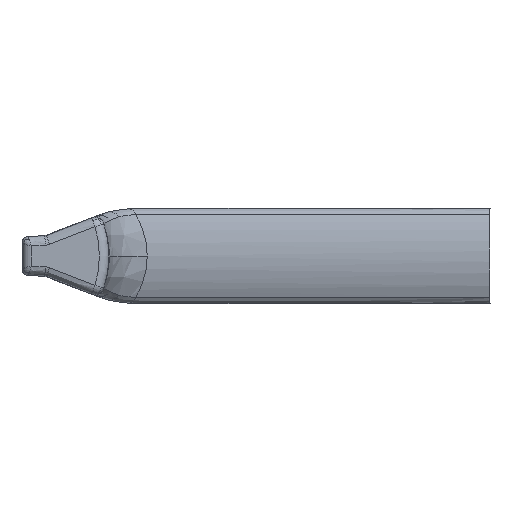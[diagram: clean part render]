
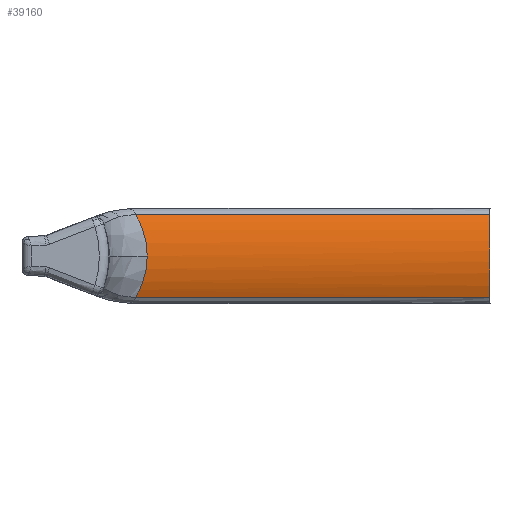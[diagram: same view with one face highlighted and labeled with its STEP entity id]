
A CAD part, left-side view. The second image highlights one B-rep face of the part: STEP entity #39160.
In plain terms, the highlighted cylindrical face has radius 10.987 mm (diameter 21.974 mm), a partial arc.
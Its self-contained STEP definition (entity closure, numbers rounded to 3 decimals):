
#13740=CARTESIAN_POINT('',(51.243,50.,
4.401));
#13750=VERTEX_POINT('',#13740);
#13780=CARTESIAN_POINT('',(66.017,50.,
0.));
#13790=DIRECTION('',(0.,-1.,0.));
#13800=DIRECTION('',(1.,0.,0.));
#13810=AXIS2_PLACEMENT_3D('',#13780,#13790,#13800);
#13820=ELLIPSE('',#13810,16.124,10.987);
#13830=CARTESIAN_POINT('',(51.243,50.,
-4.401));
#13840=VERTEX_POINT('',#13830);
#13850=EDGE_CURVE('',#13750,#13840,#13820,.T.);
#24570=CARTESIAN_POINT('',(11.251,12.8,
-4.344));
#24580=VERTEX_POINT('',#24570);
#24610=CARTESIAN_POINT('',(11.25,14.022,
0.));
#24620=CARTESIAN_POINT('',(11.25,14.022,
-0.366));
#24630=CARTESIAN_POINT('',(11.25,13.996,
-0.731));
#24640=CARTESIAN_POINT('',(11.25,13.886,
-1.54));
#24650=CARTESIAN_POINT('',(11.25,13.788,
-1.981));
#24660=CARTESIAN_POINT('',(11.251,13.119,
-4.158));
#24670=CARTESIAN_POINT('',(11.252,12.045,
-5.676));
#24680=CARTESIAN_POINT('',(11.256,9.943,
-7.584));
#24690=CARTESIAN_POINT('',(11.258,9.114,
-8.172));
#24700=CARTESIAN_POINT('',(11.262,7.313,
-9.199));
#24710=CARTESIAN_POINT('',(11.266,6.339,
-9.629));
#24720=CARTESIAN_POINT('',(11.275,4.56,
-10.235));
#24730=CARTESIAN_POINT('',(11.281,3.766,
-10.446));
#24740=CARTESIAN_POINT('',(11.297,2.561,
-10.687));
#24750=CARTESIAN_POINT('',(11.304,2.152,
-10.756));
#24760=CARTESIAN_POINT('',(11.328,1.345,
-10.866));
#24770=CARTESIAN_POINT('',(11.343,0.923,
-10.91));
#24780=CARTESIAN_POINT('',(11.412,0.276,
-10.959));
#24790=CARTESIAN_POINT('',(11.425,-0.007,
-10.973));
#24800=CARTESIAN_POINT('',(11.669,-0.25,
-10.985));
#24810=CARTESIAN_POINT('',(11.762,-0.264,
-10.986));
#24820=CARTESIAN_POINT('',(11.94,-0.241,
-10.987));
#24830=CARTESIAN_POINT('',(12.015,-0.219,
-10.987));
#24840=CARTESIAN_POINT('',(12.091,-0.191,
-10.987));
#24850=B_SPLINE_CURVE_WITH_KNOTS('',3,(#24610,#24620,#24630,#24640,
#24650,#24660,#24670,#24680,#24690,#24700,#24710,#24720,#24730,#24740,
#24750,#24760,#24770,#24780,#24790,#24800,#24810,#24820,#24830,#24840),
.UNSPECIFIED.,.F.,.F.,(4,2,2,2,2,2,2,2,2,2,2,4),(0.,1.071,
2.389,7.715,10.673,13.773,
16.175,17.39,18.612,19.487,
19.871,20.147),.UNSPECIFIED.);
#24860=CARTESIAN_POINT('',(11.25,14.022,
0.));
#24870=VERTEX_POINT('',#24860);
#24880=EDGE_CURVE('',#24870,#24580,#24850,.T.);
#30380=CARTESIAN_POINT('',(11.25,14.022,
0.));
#30390=CARTESIAN_POINT('',(11.25,14.022,
0.366));
#30400=CARTESIAN_POINT('',(11.25,13.996,
0.731));
#30410=CARTESIAN_POINT('',(11.25,13.886,
1.54));
#30420=CARTESIAN_POINT('',(11.25,13.788,
1.981));
#30430=CARTESIAN_POINT('',(11.251,13.119,
4.158));
#30440=CARTESIAN_POINT('',(11.252,12.045,
5.676));
#30450=CARTESIAN_POINT('',(11.256,9.943,
7.584));
#30460=CARTESIAN_POINT('',(11.258,9.114,
8.172));
#30470=CARTESIAN_POINT('',(11.262,7.313,
9.199));
#30480=CARTESIAN_POINT('',(11.266,6.339,
9.629));
#30490=CARTESIAN_POINT('',(11.275,4.56,
10.235));
#30500=CARTESIAN_POINT('',(11.281,3.766,
10.446));
#30510=CARTESIAN_POINT('',(11.297,2.561,
10.687));
#30520=CARTESIAN_POINT('',(11.304,2.152,
10.756));
#30530=CARTESIAN_POINT('',(11.328,1.345,
10.866));
#30540=CARTESIAN_POINT('',(11.343,0.923,
10.91));
#30550=CARTESIAN_POINT('',(11.412,0.276,
10.959));
#30560=CARTESIAN_POINT('',(11.425,-0.007,
10.973));
#30570=CARTESIAN_POINT('',(11.669,-0.25,
10.985));
#30580=CARTESIAN_POINT('',(11.762,-0.264,
10.986));
#30590=CARTESIAN_POINT('',(11.94,-0.241,
10.987));
#30600=CARTESIAN_POINT('',(12.015,-0.219,
10.987));
#30610=CARTESIAN_POINT('',(12.091,-0.191,
10.987));
#30620=B_SPLINE_CURVE_WITH_KNOTS('',3,(#30380,#30390,#30400,#30410,
#30420,#30430,#30440,#30450,#30460,#30470,#30480,#30490,#30500,#30510,
#30520,#30530,#30540,#30550,#30560,#30570,#30580,#30590,#30600,#30610),
.UNSPECIFIED.,.F.,.F.,(4,2,2,2,2,2,2,2,2,2,2,4),(0.,1.071,
2.389,7.715,10.673,13.773,
16.175,17.39,18.612,19.487,
19.871,20.147),.UNSPECIFIED.);
#30630=CARTESIAN_POINT('',(11.251,12.8,
4.344));
#30640=VERTEX_POINT('',#30630);
#30650=EDGE_CURVE('',#24870,#30640,#30620,.T.);
#38600=CARTESIAN_POINT('',(19.258,6.466,
0.));
#38610=DIRECTION('',(0.732,0.681,0.));
#38620=DIRECTION('',(0.681,-0.732,0.));
#38630=AXIS2_PLACEMENT_3D('',#38600,#38610,#38620);
#38640=CYLINDRICAL_SURFACE('',#38630,10.987);
#38650=ORIENTED_EDGE('',*,*,#24880,.F.);
#38660=CARTESIAN_POINT('',(11.251,12.8,
-4.344));
#38670=CARTESIAN_POINT('',(11.28,12.825,
-4.346));
#38680=CARTESIAN_POINT('',(11.307,12.85,
-4.347));
#38690=CARTESIAN_POINT('',(11.55,13.067,
-4.364));
#38700=CARTESIAN_POINT('',(11.765,13.259,
-4.375));
#38710=CARTESIAN_POINT('',(12.476,13.905,
-4.403));
#38720=CARTESIAN_POINT('',(12.97,14.365,
-4.403));
#38730=CARTESIAN_POINT('',(14.45,15.745,
-4.399));
#38740=CARTESIAN_POINT('',(15.443,16.669,
-4.401));
#38750=CARTESIAN_POINT('',(17.421,18.511,
-4.4));
#38760=CARTESIAN_POINT('',(18.41,19.431,
-4.4));
#38770=CARTESIAN_POINT('',(23.356,24.036,
-4.401));
#38780=CARTESIAN_POINT('',(27.312,27.719,
-4.401));
#38790=CARTESIAN_POINT('',(32.803,32.831,
-4.401));
#38800=CARTESIAN_POINT('',(34.337,34.26,
-4.401));
#38810=CARTESIAN_POINT('',(40.908,40.378,
-4.401));
#38820=CARTESIAN_POINT('',(45.945,45.067,
-4.401));
#38830=CARTESIAN_POINT('',(51.313,50.065,
-4.401));
#38840=CARTESIAN_POINT('',(51.644,50.373,
-4.401));
#38850=CARTESIAN_POINT('',(51.975,50.681,
-4.401));
#38860=B_SPLINE_CURVE_WITH_KNOTS('',3,(#38660,#38670,#38680,#38690,
#38700,#38710,#38720,#38730,#38740,#38750,#38760,#38770,#38780,#38790,
#38800,#38810,#38820,#38830,#38840,#38850),.UNSPECIFIED.,.F.,.F.,(4,2,2,
2,2,2,2,2,2,4),(0.,0.117,0.992,3.03,
7.083,11.136,27.35,33.639,
54.281,55.638),.UNSPECIFIED.);
#38870=EDGE_CURVE('',#24580,#13840,#38860,.T.);
#38880=ORIENTED_EDGE('',*,*,#38870,.F.);
#38890=ORIENTED_EDGE('',*,*,#13850,.T.);
#38900=CARTESIAN_POINT('',(11.251,12.8,
4.344));
#38910=CARTESIAN_POINT('',(11.28,12.825,
4.346));
#38920=CARTESIAN_POINT('',(11.307,12.85,
4.347));
#38930=CARTESIAN_POINT('',(11.55,13.067,
4.364));
#38940=CARTESIAN_POINT('',(11.765,13.259,
4.375));
#38950=CARTESIAN_POINT('',(12.476,13.905,
4.403));
#38960=CARTESIAN_POINT('',(12.97,14.365,
4.403));
#38970=CARTESIAN_POINT('',(14.45,15.745,
4.399));
#38980=CARTESIAN_POINT('',(15.443,16.669,
4.401));
#38990=CARTESIAN_POINT('',(17.421,18.511,
4.4));
#39000=CARTESIAN_POINT('',(18.41,19.431,
4.4));
#39010=CARTESIAN_POINT('',(23.356,24.036,
4.401));
#39020=CARTESIAN_POINT('',(27.312,27.719,
4.401));
#39030=CARTESIAN_POINT('',(32.803,32.831,
4.401));
#39040=CARTESIAN_POINT('',(34.337,34.26,
4.401));
#39050=CARTESIAN_POINT('',(40.908,40.378,
4.401));
#39060=CARTESIAN_POINT('',(45.945,45.067,
4.401));
#39070=CARTESIAN_POINT('',(51.313,50.065,
4.401));
#39080=CARTESIAN_POINT('',(51.644,50.373,
4.401));
#39090=CARTESIAN_POINT('',(51.975,50.681,
4.401));
#39100=B_SPLINE_CURVE_WITH_KNOTS('',3,(#38900,#38910,#38920,#38930,
#38940,#38950,#38960,#38970,#38980,#38990,#39000,#39010,#39020,#39030,
#39040,#39050,#39060,#39070,#39080,#39090),.UNSPECIFIED.,.F.,.F.,(4,2,2,
2,2,2,2,2,2,4),(0.,0.117,0.992,3.03,
7.083,11.136,27.35,33.639,
54.281,55.638),.UNSPECIFIED.);
#39110=EDGE_CURVE('',#30640,#13750,#39100,.T.);
#39120=ORIENTED_EDGE('',*,*,#39110,.T.);
#39130=ORIENTED_EDGE('',*,*,#30650,.T.);
#39140=EDGE_LOOP('',(#39130,#39120,#38890,#38880,#38650));
#39150=FACE_OUTER_BOUND('',#39140,.T.);
#39160=ADVANCED_FACE('',(#39150),#38640,.T.);
